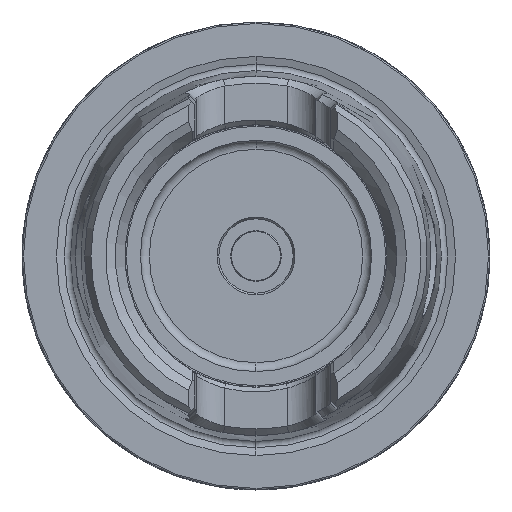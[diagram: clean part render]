
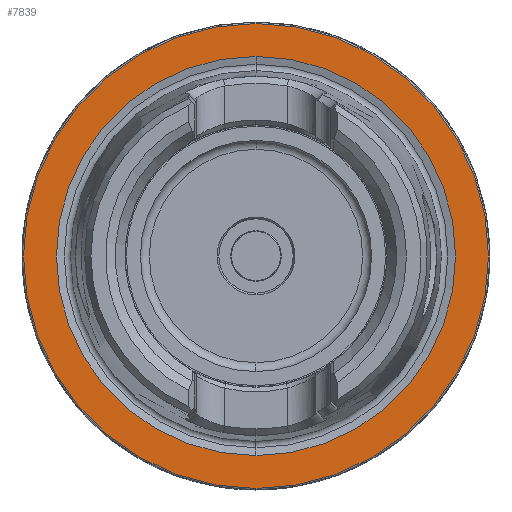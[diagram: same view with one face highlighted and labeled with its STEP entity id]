
A CAD part, left-side view. The second image highlights one B-rep face of the part: STEP entity #7839.
In plain terms, the highlighted planar face has unit normal (-1, 0, 0).
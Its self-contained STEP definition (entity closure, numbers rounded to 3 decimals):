
#303 = DIRECTION ( 'NONE',  ( 0., 0., 1. ) ) ;
#599 = AXIS2_PLACEMENT_3D ( 'NONE', #12581, #6482, #303 ) ;
#980 = PLANE ( 'NONE',  #9786 ) ;
#1259 = CARTESIAN_POINT ( 'NONE',  ( 0., 0., 0. ) ) ;
#1803 = CIRCLE ( 'NONE', #12004, 31.275 ) ;
#2052 = DIRECTION ( 'NONE',  ( 0., 0., -1. ) ) ;
#2175 = EDGE_CURVE ( 'NONE', #8977, #7975, #1803, .T. ) ;
#2320 = DIRECTION ( 'NONE',  ( 0., 0., 1. ) ) ;
#3010 = ORIENTED_EDGE ( 'NONE', *, *, #7950, .F. ) ;
#3166 = CIRCLE ( 'NONE', #599, 26.85 ) ;
#4217 = EDGE_CURVE ( 'NONE', #7975, #8977, #10064, .T. ) ;
#4437 = CARTESIAN_POINT ( 'NONE',  ( 0., 0., -26.85 ) ) ;
#4564 = ORIENTED_EDGE ( 'NONE', *, *, #4217, .T. ) ;
#4664 = EDGE_LOOP ( 'NONE', ( #4564, #4807 ) ) ;
#4807 = ORIENTED_EDGE ( 'NONE', *, *, #2175, .T. ) ;
#5120 = DIRECTION ( 'NONE',  ( 1., 0., 0. ) ) ;
#6482 = DIRECTION ( 'NONE',  ( -1., 0., 0. ) ) ;
#6736 = ORIENTED_EDGE ( 'NONE', *, *, #7901, .F. ) ;
#7839 = ADVANCED_FACE ( 'NONE', ( #9856, #9210 ), #980, .F. ) ;
#7881 = CARTESIAN_POINT ( 'NONE',  ( 0., 0., 0. ) ) ;
#7901 = EDGE_CURVE ( 'NONE', #13079, #11971, #11288, .T. ) ;
#7950 = EDGE_CURVE ( 'NONE', #11971, #13079, #3166, .T. ) ;
#7975 = VERTEX_POINT ( 'NONE', #12634 ) ;
#8401 = DIRECTION ( 'NONE',  ( -1., 0., 0. ) ) ;
#8977 = VERTEX_POINT ( 'NONE', #10351 ) ;
#9210 = FACE_OUTER_BOUND ( 'NONE', #4664, .T. ) ;
#9786 = AXIS2_PLACEMENT_3D ( 'NONE', #12221, #5120, #2052 ) ;
#9856 = FACE_BOUND ( 'NONE', #11084, .T. ) ;
#10058 = DIRECTION ( 'NONE',  ( -1., 0., 0. ) ) ;
#10064 = CIRCLE ( 'NONE', #11519, 31.275 ) ;
#10351 = CARTESIAN_POINT ( 'NONE',  ( 0., 0., -31.275 ) ) ;
#10786 = CARTESIAN_POINT ( 'NONE',  ( 0., 0., 26.85 ) ) ;
#11084 = EDGE_LOOP ( 'NONE', ( #6736, #3010 ) ) ;
#11096 = DIRECTION ( 'NONE',  ( 0., 0., 1. ) ) ;
#11288 = CIRCLE ( 'NONE', #12517, 26.85 ) ;
#11519 = AXIS2_PLACEMENT_3D ( 'NONE', #12833, #12702, #12672 ) ;
#11971 = VERTEX_POINT ( 'NONE', #4437 ) ;
#12004 = AXIS2_PLACEMENT_3D ( 'NONE', #7881, #10058, #11096 ) ;
#12221 = CARTESIAN_POINT ( 'NONE',  ( 0., 31.275, 0. ) ) ;
#12517 = AXIS2_PLACEMENT_3D ( 'NONE', #1259, #8401, #2320 ) ;
#12581 = CARTESIAN_POINT ( 'NONE',  ( 0., 0., 0. ) ) ;
#12634 = CARTESIAN_POINT ( 'NONE',  ( 0., 0., 31.275 ) ) ;
#12672 = DIRECTION ( 'NONE',  ( 0., 0., 1. ) ) ;
#12702 = DIRECTION ( 'NONE',  ( -1., 0., 0. ) ) ;
#12833 = CARTESIAN_POINT ( 'NONE',  ( 0., 0., 0. ) ) ;
#13079 = VERTEX_POINT ( 'NONE', #10786 ) ;
